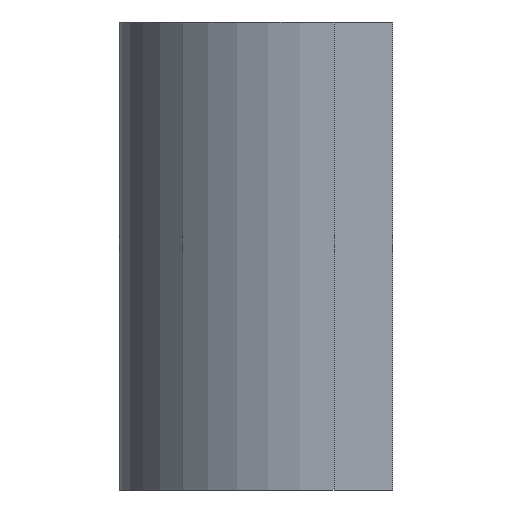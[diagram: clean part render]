
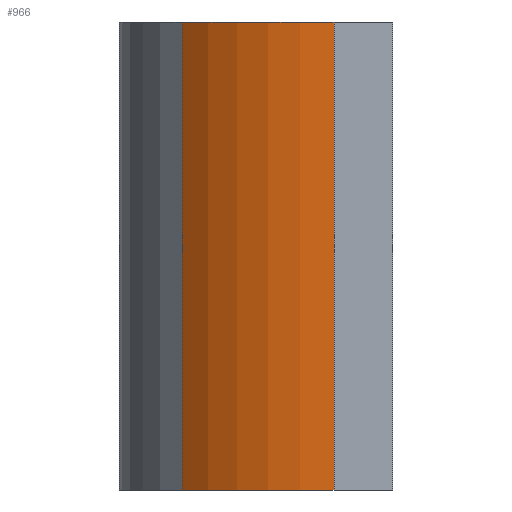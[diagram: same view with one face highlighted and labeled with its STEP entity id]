
A CAD part, left-side view. The second image highlights one B-rep face of the part: STEP entity #966.
In plain terms, the highlighted cylindrical face has radius 5.5 mm (diameter 11 mm), a partial arc.
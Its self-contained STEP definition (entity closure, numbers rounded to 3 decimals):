
#552 = PLANE('',#553);
#553 = AXIS2_PLACEMENT_3D('',#554,#555,#556);
#554 = CARTESIAN_POINT('',(-1.768,1.768,0.));
#555 = DIRECTION('',(-0.707,-0.707,0.));
#556 = DIRECTION('',(-0.707,0.707,0.));
#577 = VERTEX_POINT('',#578);
#578 = CARTESIAN_POINT('',(-3.889,3.889,12.));
#592 = PLANE('',#593);
#593 = AXIS2_PLACEMENT_3D('',#594,#595,#596);
#594 = CARTESIAN_POINT('',(-3.804,0.808,12.));
#595 = DIRECTION('',(0.,0.,-1.));
#596 = DIRECTION('',(-1.,0.,0.));
#604 = EDGE_CURVE('',#605,#577,#607,.T.);
#605 = VERTEX_POINT('',#606);
#606 = CARTESIAN_POINT('',(-3.889,3.889,0.));
#607 = SURFACE_CURVE('',#608,(#612,#619),.PCURVE_S1.);
#608 = LINE('',#609,#610);
#609 = CARTESIAN_POINT('',(-3.889,3.889,0.));
#610 = VECTOR('',#611,1.);
#611 = DIRECTION('',(0.,0.,1.));
#612 = PCURVE('',#552,#613);
#613 = DEFINITIONAL_REPRESENTATION('',(#614),#618);
#614 = LINE('',#615,#616);
#615 = CARTESIAN_POINT('',(3.,0.));
#616 = VECTOR('',#617,1.);
#617 = DIRECTION('',(0.,-1.));
#618 = ( GEOMETRIC_REPRESENTATION_CONTEXT(2) 
PARAMETRIC_REPRESENTATION_CONTEXT() REPRESENTATION_CONTEXT('2D SPACE',''
  ) );
#619 = PCURVE('',#620,#625);
#620 = CYLINDRICAL_SURFACE('',#621,5.5);
#621 = AXIS2_PLACEMENT_3D('',#622,#623,#624);
#622 = CARTESIAN_POINT('',(0.,0.,0.));
#623 = DIRECTION('',(0.,0.,-1.));
#624 = DIRECTION('',(1.,0.,0.));
#625 = DEFINITIONAL_REPRESENTATION('',(#626),#630);
#626 = LINE('',#627,#628);
#627 = CARTESIAN_POINT('',(-2.356,0.));
#628 = VECTOR('',#629,1.);
#629 = DIRECTION('',(0.,-1.));
#630 = ( GEOMETRIC_REPRESENTATION_CONTEXT(2) 
PARAMETRIC_REPRESENTATION_CONTEXT() REPRESENTATION_CONTEXT('2D SPACE',''
  ) );
#646 = PLANE('',#647);
#647 = AXIS2_PLACEMENT_3D('',#648,#649,#650);
#648 = CARTESIAN_POINT('',(-3.804,0.808,0.));
#649 = DIRECTION('',(0.,0.,-1.));
#650 = DIRECTION('',(-1.,0.,0.));
#841 = PLANE('',#842);
#842 = AXIS2_PLACEMENT_3D('',#843,#844,#845);
#843 = CARTESIAN_POINT('',(-5.5,0.,0.));
#844 = DIRECTION('',(1.,0.,0.));
#845 = DIRECTION('',(0.,-1.,0.));
#899 = EDGE_CURVE('',#900,#902,#904,.T.);
#900 = VERTEX_POINT('',#901);
#901 = CARTESIAN_POINT('',(-5.5,0.,0.));
#902 = VERTEX_POINT('',#903);
#903 = CARTESIAN_POINT('',(-5.5,0.,12.));
#904 = SURFACE_CURVE('',#905,(#909,#916),.PCURVE_S1.);
#905 = LINE('',#906,#907);
#906 = CARTESIAN_POINT('',(-5.5,0.,0.));
#907 = VECTOR('',#908,1.);
#908 = DIRECTION('',(0.,0.,1.));
#909 = PCURVE('',#841,#910);
#910 = DEFINITIONAL_REPRESENTATION('',(#911),#915);
#911 = LINE('',#912,#913);
#912 = CARTESIAN_POINT('',(0.,0.));
#913 = VECTOR('',#914,1.);
#914 = DIRECTION('',(0.,-1.));
#915 = ( GEOMETRIC_REPRESENTATION_CONTEXT(2) 
PARAMETRIC_REPRESENTATION_CONTEXT() REPRESENTATION_CONTEXT('2D SPACE',''
  ) );
#916 = PCURVE('',#620,#917);
#917 = DEFINITIONAL_REPRESENTATION('',(#918),#922);
#918 = LINE('',#919,#920);
#919 = CARTESIAN_POINT('',(-3.142,0.));
#920 = VECTOR('',#921,1.);
#921 = DIRECTION('',(0.,-1.));
#922 = ( GEOMETRIC_REPRESENTATION_CONTEXT(2) 
PARAMETRIC_REPRESENTATION_CONTEXT() REPRESENTATION_CONTEXT('2D SPACE',''
  ) );
#966 = ADVANCED_FACE('',(#967),#620,.T.);
#967 = FACE_BOUND('',#968,.F.);
#968 = EDGE_LOOP('',(#969,#970,#996,#997));
#969 = ORIENTED_EDGE('',*,*,#604,.T.);
#970 = ORIENTED_EDGE('',*,*,#971,.T.);
#971 = EDGE_CURVE('',#577,#902,#972,.T.);
#972 = SURFACE_CURVE('',#973,(#978,#985),.PCURVE_S1.);
#973 = CIRCLE('',#974,5.5);
#974 = AXIS2_PLACEMENT_3D('',#975,#976,#977);
#975 = CARTESIAN_POINT('',(0.,0.,12.));
#976 = DIRECTION('',(0.,0.,1.));
#977 = DIRECTION('',(1.,0.,0.));
#978 = PCURVE('',#620,#979);
#979 = DEFINITIONAL_REPRESENTATION('',(#980),#984);
#980 = LINE('',#981,#982);
#981 = CARTESIAN_POINT('',(0.,-12.));
#982 = VECTOR('',#983,1.);
#983 = DIRECTION('',(-1.,0.));
#984 = ( GEOMETRIC_REPRESENTATION_CONTEXT(2) 
PARAMETRIC_REPRESENTATION_CONTEXT() REPRESENTATION_CONTEXT('2D SPACE',''
  ) );
#985 = PCURVE('',#592,#986);
#986 = DEFINITIONAL_REPRESENTATION('',(#987),#995);
#987 = ( BOUNDED_CURVE() B_SPLINE_CURVE(2,(#988,#989,#990,#991,#992,#993
,#994),.UNSPECIFIED.,.T.,.F.) B_SPLINE_CURVE_WITH_KNOTS((1,2,2,2,2,1),(
    -2.094,0.,2.094,4.189,6.283,
8.378),.UNSPECIFIED.) CURVE() GEOMETRIC_REPRESENTATION_ITEM() 
RATIONAL_B_SPLINE_CURVE((1.,0.5,1.,0.5,1.,0.5,1.)) REPRESENTATION_ITEM(
  '') );
#988 = CARTESIAN_POINT('',(-9.304,-0.808));
#989 = CARTESIAN_POINT('',(-9.304,8.718));
#990 = CARTESIAN_POINT('',(-1.054,3.955));
#991 = CARTESIAN_POINT('',(7.196,-0.808));
#992 = CARTESIAN_POINT('',(-1.054,-5.571));
#993 = CARTESIAN_POINT('',(-9.304,-10.334));
#994 = CARTESIAN_POINT('',(-9.304,-0.808));
#995 = ( GEOMETRIC_REPRESENTATION_CONTEXT(2) 
PARAMETRIC_REPRESENTATION_CONTEXT() REPRESENTATION_CONTEXT('2D SPACE',''
  ) );
#996 = ORIENTED_EDGE('',*,*,#899,.F.);
#997 = ORIENTED_EDGE('',*,*,#998,.F.);
#998 = EDGE_CURVE('',#605,#900,#999,.T.);
#999 = SURFACE_CURVE('',#1000,(#1005,#1012),.PCURVE_S1.);
#1000 = CIRCLE('',#1001,5.5);
#1001 = AXIS2_PLACEMENT_3D('',#1002,#1003,#1004);
#1002 = CARTESIAN_POINT('',(0.,0.,0.));
#1003 = DIRECTION('',(0.,0.,1.));
#1004 = DIRECTION('',(1.,0.,0.));
#1005 = PCURVE('',#620,#1006);
#1006 = DEFINITIONAL_REPRESENTATION('',(#1007),#1011);
#1007 = LINE('',#1008,#1009);
#1008 = CARTESIAN_POINT('',(0.,0.));
#1009 = VECTOR('',#1010,1.);
#1010 = DIRECTION('',(-1.,0.));
#1011 = ( GEOMETRIC_REPRESENTATION_CONTEXT(2) 
PARAMETRIC_REPRESENTATION_CONTEXT() REPRESENTATION_CONTEXT('2D SPACE',''
  ) );
#1012 = PCURVE('',#646,#1013);
#1013 = DEFINITIONAL_REPRESENTATION('',(#1014),#1022);
#1014 = ( BOUNDED_CURVE() B_SPLINE_CURVE(2,(#1015,#1016,#1017,#1018,
#1019,#1020,#1021),.UNSPECIFIED.,.T.,.F.) B_SPLINE_CURVE_WITH_KNOTS((1,2
    ,2,2,2,1),(-2.094,0.,2.094,4.189,
6.283,8.378),.UNSPECIFIED.) CURVE() 
GEOMETRIC_REPRESENTATION_ITEM() RATIONAL_B_SPLINE_CURVE((1.,0.5,1.,0.5,
1.,0.5,1.)) REPRESENTATION_ITEM('') );
#1015 = CARTESIAN_POINT('',(-9.304,-0.808));
#1016 = CARTESIAN_POINT('',(-9.304,8.718));
#1017 = CARTESIAN_POINT('',(-1.054,3.955));
#1018 = CARTESIAN_POINT('',(7.196,-0.808));
#1019 = CARTESIAN_POINT('',(-1.054,-5.571));
#1020 = CARTESIAN_POINT('',(-9.304,-10.334));
#1021 = CARTESIAN_POINT('',(-9.304,-0.808));
#1022 = ( GEOMETRIC_REPRESENTATION_CONTEXT(2) 
PARAMETRIC_REPRESENTATION_CONTEXT() REPRESENTATION_CONTEXT('2D SPACE',''
  ) );
